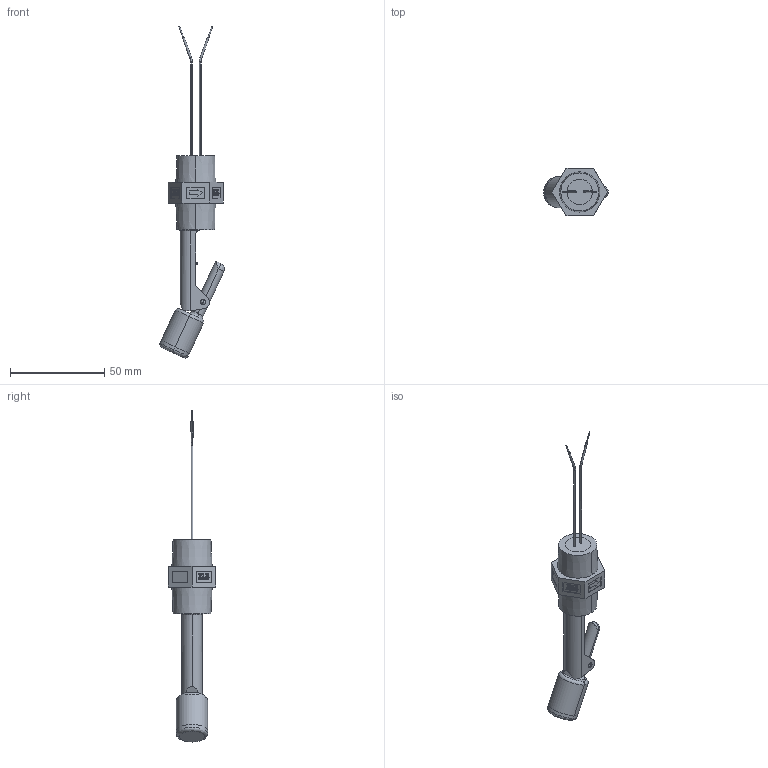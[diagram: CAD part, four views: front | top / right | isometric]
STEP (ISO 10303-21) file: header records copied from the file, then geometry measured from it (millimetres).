
FILE_DESCRIPTION (( 'STEP AP214' ), '1' );
FILE_NAME ('M8700_FLS-HS-100 nc coord.STEP', '2023-10-03T19:07:46', ( '' ), ( '' ), 'SwSTEP 2.0', 'SolidWorks 2021', '' );
FILE_SCHEMA (( 'AUTOMOTIVE_DESIGN' ));
Length unit declared in the file: inch
Products named in the file (1): M8700_FLS-HS-100 nc coord
Bounding box: 34.4 x 25.4 x 176.25 mm (x, y, z)
Volume: 16943.1 mm3; surface area: 13084 mm2
Topology: 7 solids, 7 shells, 521 faces, 1309 edges, 849 vertices
Faces by surface type: plane 294, bspline 132, cylinder 67, cone 20, torus 8
Entity records: 24561 total; most frequent: CARTESIAN_POINT 6042, ORIENTED_EDGE 2602, DIRECTION 1981, EDGE_CURVE 1301, LINE 857, VECTOR 857, VERTEX_POINT 849, EDGE_LOOP 580
